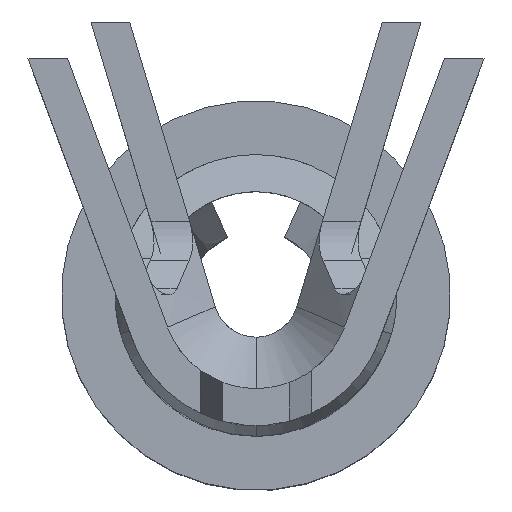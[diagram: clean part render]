
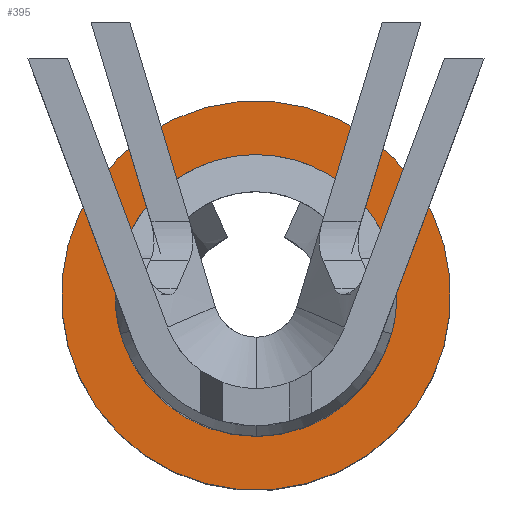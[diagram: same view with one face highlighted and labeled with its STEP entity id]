
A CAD part, top view. The second image highlights one B-rep face of the part: STEP entity #395.
In plain terms, the highlighted planar face has unit normal (0, 0, 1).
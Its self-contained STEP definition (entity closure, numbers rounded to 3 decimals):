
#125=FACE_BOUND('',#554,.T.);
#126=FACE_BOUND('',#555,.T.);
#146=PLANE('',#1380);
#395=ADVANCED_FACE('',(#125,#126),#146,.T.);
#554=EDGE_LOOP('',(#686));
#555=EDGE_LOOP('',(#687));
#686=ORIENTED_EDGE('',*,*,#1153,.F.);
#687=ORIENTED_EDGE('',*,*,#1152,.F.);
#1024=VERTEX_POINT('',#1859);
#1025=VERTEX_POINT('',#1862);
#1152=EDGE_CURVE('',#1024,#1024,#1327,.T.);
#1153=EDGE_CURVE('',#1025,#1025,#1328,.T.);
#1327=CIRCLE('',#1377,1.05);
#1328=CIRCLE('',#1379,0.76);
#1377=AXIS2_PLACEMENT_3D('',#1858,#1524,#1525);
#1379=AXIS2_PLACEMENT_3D('',#1861,#1528,#1529);
#1380=AXIS2_PLACEMENT_3D('',#1863,#1530,#1531);
#1524=DIRECTION('',(0.,0.,-1.));
#1525=DIRECTION('',(0.906,-0.423,0.));
#1528=DIRECTION('',(0.,0.,1.));
#1529=DIRECTION('',(0.,-1.,0.));
#1530=DIRECTION('',(0.,0.,1.));
#1531=DIRECTION('',(0.906,-0.423,0.));
#1858=CARTESIAN_POINT('',(0.,0.,
9.78));
#1859=CARTESIAN_POINT('',(0.952,-0.444,9.78));
#1861=CARTESIAN_POINT('',(0.,0.,
9.78));
#1862=CARTESIAN_POINT('',(0.,-0.76,9.78));
#1863=CARTESIAN_POINT('',(-1.53,-0.548,9.78));
